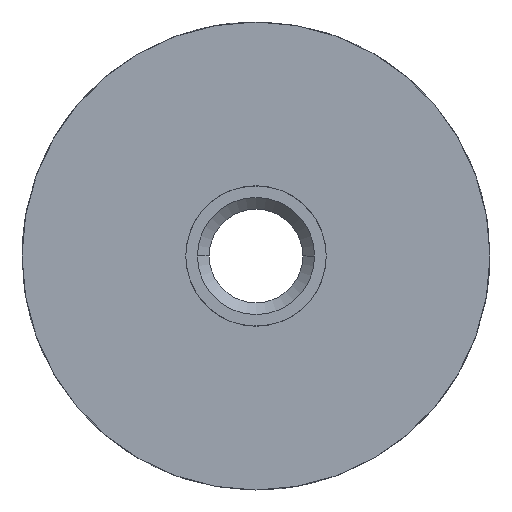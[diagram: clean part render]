
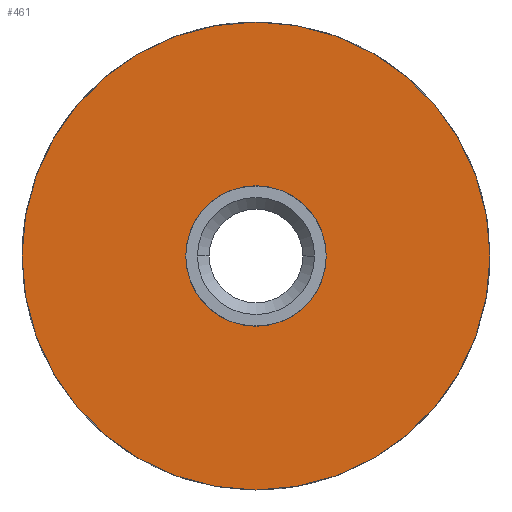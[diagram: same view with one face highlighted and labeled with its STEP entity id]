
A CAD part, front view. The second image highlights one B-rep face of the part: STEP entity #461.
In plain terms, the highlighted planar face has unit normal (0, -1, 0).
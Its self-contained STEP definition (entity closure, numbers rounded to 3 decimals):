
#347=CARTESIAN_POINT('Vertex',(3.,-20.,0.)) ;
#350=CARTESIAN_POINT('Axis2P3D Location',(0.,-20.,0.)) ;
#354=CARTESIAN_POINT('Vertex',(-3.,-20.,0.)) ;
#374=CARTESIAN_POINT('Axis2P3D Location',(0.,-20.,0.)) ;
#434=CARTESIAN_POINT('Axis2P3D Location',(0.,-20.,0.)) ;
#439=CARTESIAN_POINT('Axis2P3D Location',(0.,-20.,0.)) ;
#443=CARTESIAN_POINT('Vertex',(10.,-20.,0.)) ;
#445=CARTESIAN_POINT('Vertex',(-10.,-20.,0.)) ;
#448=CARTESIAN_POINT('Axis2P3D Location',(0.,-20.,0.)) ;
#351=DIRECTION('Axis2P3D Direction',(0.,-1.,0.)) ;
#375=DIRECTION('Axis2P3D Direction',(0.,-1.,0.)) ;
#435=DIRECTION('Axis2P3D Direction',(0.,-1.,0.)) ;
#436=DIRECTION('Axis2P3D XDirection',(1.,0.,0.)) ;
#440=DIRECTION('Axis2P3D Direction',(0.,-1.,0.)) ;
#449=DIRECTION('Axis2P3D Direction',(0.,-1.,0.)) ;
#352=AXIS2_PLACEMENT_3D('Circle Axis2P3D',#350,#351,$) ;
#376=AXIS2_PLACEMENT_3D('Circle Axis2P3D',#374,#375,$) ;
#437=AXIS2_PLACEMENT_3D('Plane Axis2P3D',#434,#435,#436) ;
#441=AXIS2_PLACEMENT_3D('Circle Axis2P3D',#439,#440,$) ;
#450=AXIS2_PLACEMENT_3D('Circle Axis2P3D',#448,#449,$) ;
#454=ORIENTED_EDGE('',*,*,#447,.T.) ;
#455=ORIENTED_EDGE('',*,*,#452,.T.) ;
#458=ORIENTED_EDGE('',*,*,#378,.F.) ;
#459=ORIENTED_EDGE('',*,*,#356,.F.) ;
#460=FACE_BOUND('',#457,.T.) ;
#461=ADVANCED_FACE('MANIFOLD_SOLID_BREP #15',(#456,#460),#438,.T.) ;
#353=CIRCLE('generated circle',#352,3.) ;
#377=CIRCLE('generated circle',#376,3.) ;
#442=CIRCLE('generated circle',#441,10.) ;
#451=CIRCLE('generated circle',#450,10.) ;
#356=EDGE_CURVE('',#348,#355,#353,.T.) ;
#378=EDGE_CURVE('',#355,#348,#377,.T.) ;
#447=EDGE_CURVE('',#444,#446,#442,.T.) ;
#452=EDGE_CURVE('',#446,#444,#451,.T.) ;
#453=EDGE_LOOP('',(#454,#455)) ;
#457=EDGE_LOOP('',(#458,#459)) ;
#456=FACE_OUTER_BOUND('',#453,.T.) ;
#438=PLANE('',#437) ;
#348=VERTEX_POINT('',#347) ;
#355=VERTEX_POINT('',#354) ;
#444=VERTEX_POINT('',#443) ;
#446=VERTEX_POINT('',#445) ;
